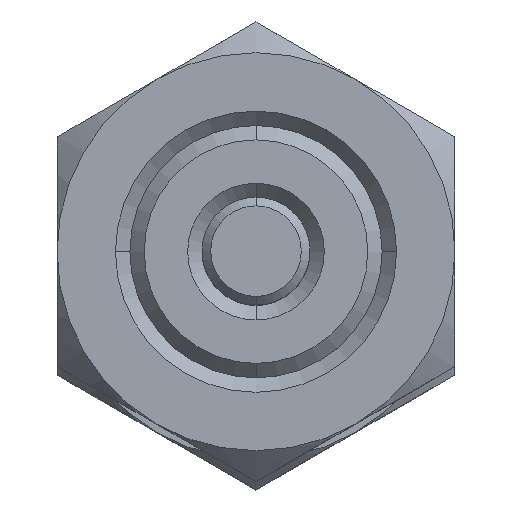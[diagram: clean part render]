
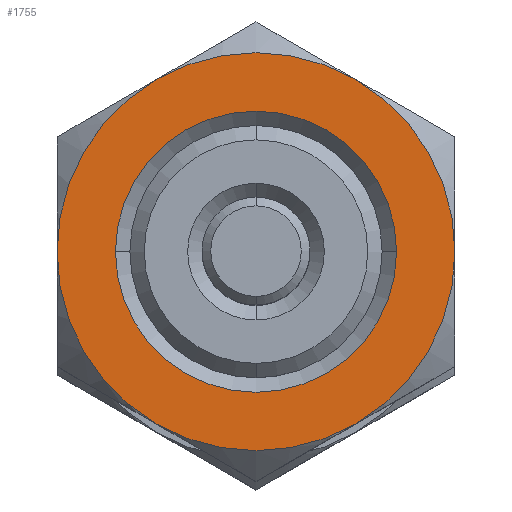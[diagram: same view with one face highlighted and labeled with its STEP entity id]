
A CAD part, top view. The second image highlights one B-rep face of the part: STEP entity #1755.
In plain terms, the highlighted planar face has unit normal (0, 0, 1).
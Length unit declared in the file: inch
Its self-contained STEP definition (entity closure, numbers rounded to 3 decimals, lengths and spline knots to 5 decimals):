
#40 = EDGE_CURVE ( 'NONE', #463, #1228, #1833, .T. ) ;
#82 = CIRCLE ( 'NONE', #3995, 0.345 ) ;
#84 = CARTESIAN_POINT ( 'NONE',  ( -0.24375, 0., 0.125 ) ) ;
#130 = CARTESIAN_POINT ( 'NONE',  ( 0., 0., 0.125 ) ) ;
#225 = CARTESIAN_POINT ( 'NONE',  ( 0.24375, 0., 0.125 ) ) ;
#230 = AXIS2_PLACEMENT_3D ( 'NONE', #2649, #1432, #3608 ) ;
#344 = EDGE_CURVE ( 'NONE', #1228, #463, #2596, .T. ) ;
#407 = CIRCLE ( 'NONE', #3058, 0.345 ) ;
#451 = DIRECTION ( 'NONE',  ( 1., 0., 0. ) ) ;
#463 = VERTEX_POINT ( 'NONE', #225 ) ;
#570 = ORIENTED_EDGE ( 'NONE', *, *, #1368, .T. ) ;
#602 = CARTESIAN_POINT ( 'NONE',  ( -0.345, 0., 0.125 ) ) ;
#611 = AXIS2_PLACEMENT_3D ( 'NONE', #1120, #3293, #1437 ) ;
#686 = CIRCLE ( 'NONE', #3973, 0.345 ) ;
#777 = VERTEX_POINT ( 'NONE', #3871 ) ;
#815 = DIRECTION ( 'NONE',  ( 0., 0., 1. ) ) ;
#885 = EDGE_CURVE ( 'NONE', #1846, #3932, #407, .T. ) ;
#950 = AXIS2_PLACEMENT_3D ( 'NONE', #3506, #1636, #3823 ) ;
#1086 = CARTESIAN_POINT ( 'NONE',  ( 0., 0., 0.125 ) ) ;
#1116 = DIRECTION ( 'NONE',  ( 0., 0., -1. ) ) ;
#1120 = CARTESIAN_POINT ( 'NONE',  ( 0., 0., 0.125 ) ) ;
#1175 = CARTESIAN_POINT ( 'NONE',  ( -0.1725, 0.29878, 0.125 ) ) ;
#1228 = VERTEX_POINT ( 'NONE', #84 ) ;
#1296 = DIRECTION ( 'NONE',  ( 0., 0., 1. ) ) ;
#1337 = CIRCLE ( 'NONE', #1446, 0.345 ) ;
#1368 = EDGE_CURVE ( 'NONE', #3213, #3545, #1337, .T. ) ;
#1408 = DIRECTION ( 'NONE',  ( 1., 0., 0. ) ) ;
#1432 = DIRECTION ( 'NONE',  ( 0., 0., 1. ) ) ;
#1437 = DIRECTION ( 'NONE',  ( 1., 0., 0. ) ) ;
#1446 = AXIS2_PLACEMENT_3D ( 'NONE', #130, #2323, #451 ) ;
#1609 = CARTESIAN_POINT ( 'NONE',  ( 0., 0., 0.125 ) ) ;
#1625 = CIRCLE ( 'NONE', #611, 0.345 ) ;
#1636 = DIRECTION ( 'NONE',  ( 0., 0., 1. ) ) ;
#1668 = CIRCLE ( 'NONE', #950, 0.345 ) ;
#1700 = CARTESIAN_POINT ( 'NONE',  ( 0.1725, 0.29878, 0.125 ) ) ;
#1755 = ADVANCED_FACE ( 'NONE', ( #2252, #3079 ), #3285, .T. ) ;
#1833 = CIRCLE ( 'NONE', #3284, 0.24375 ) ;
#1846 = VERTEX_POINT ( 'NONE', #1175 ) ;
#1923 = DIRECTION ( 'NONE',  ( 1., 0., 0. ) ) ;
#2017 = EDGE_CURVE ( 'NONE', #2857, #1846, #82, .T. ) ;
#2156 = ORIENTED_EDGE ( 'NONE', *, *, #2767, .T. ) ;
#2189 = ORIENTED_EDGE ( 'NONE', *, *, #344, .T. ) ;
#2252 = FACE_BOUND ( 'NONE', #2605, .T. ) ;
#2323 = DIRECTION ( 'NONE',  ( 0., 0., 1. ) ) ;
#2415 = ORIENTED_EDGE ( 'NONE', *, *, #2017, .T. ) ;
#2528 = CARTESIAN_POINT ( 'NONE',  ( 0.1725, -0.29878, 0.125 ) ) ;
#2596 = CIRCLE ( 'NONE', #3836, 0.24375 ) ;
#2605 = EDGE_LOOP ( 'NONE', ( #2829, #2189 ) ) ;
#2649 = CARTESIAN_POINT ( 'NONE',  ( -0.345, 0.19919, 0.125 ) ) ;
#2679 = CARTESIAN_POINT ( 'NONE',  ( 0., 0., 0.125 ) ) ;
#2767 = EDGE_CURVE ( 'NONE', #3932, #777, #686, .T. ) ;
#2829 = ORIENTED_EDGE ( 'NONE', *, *, #40, .T. ) ;
#2857 = VERTEX_POINT ( 'NONE', #1700 ) ;
#2980 = CARTESIAN_POINT ( 'NONE',  ( 0., 0., 0.125 ) ) ;
#3000 = DIRECTION ( 'NONE',  ( 1., 0., 0. ) ) ;
#3058 = AXIS2_PLACEMENT_3D ( 'NONE', #2679, #815, #3000 ) ;
#3079 = FACE_OUTER_BOUND ( 'NONE', #3612, .T. ) ;
#3151 = CARTESIAN_POINT ( 'NONE',  ( 0., 0., 0.125 ) ) ;
#3191 = CARTESIAN_POINT ( 'NONE',  ( 0.345, 0., 0.125 ) ) ;
#3213 = VERTEX_POINT ( 'NONE', #2528 ) ;
#3262 = ORIENTED_EDGE ( 'NONE', *, *, #3265, .T. ) ;
#3265 = EDGE_CURVE ( 'NONE', #3545, #2857, #1625, .T. ) ;
#3267 = DIRECTION ( 'NONE',  ( 0., 0., -1. ) ) ;
#3284 = AXIS2_PLACEMENT_3D ( 'NONE', #2980, #1116, #3287 ) ;
#3285 = PLANE ( 'NONE',  #230 ) ;
#3287 = DIRECTION ( 'NONE',  ( 1., 0., 0. ) ) ;
#3293 = DIRECTION ( 'NONE',  ( 0., 0., 1. ) ) ;
#3468 = DIRECTION ( 'NONE',  ( 1., 0., 0. ) ) ;
#3506 = CARTESIAN_POINT ( 'NONE',  ( 0., 0., 0.125 ) ) ;
#3532 = EDGE_CURVE ( 'NONE', #777, #3213, #1668, .T. ) ;
#3545 = VERTEX_POINT ( 'NONE', #3191 ) ;
#3608 = DIRECTION ( 'NONE',  ( 1., 0., 0. ) ) ;
#3612 = EDGE_LOOP ( 'NONE', ( #570, #3262, #2415, #3838, #2156, #3696 ) ) ;
#3696 = ORIENTED_EDGE ( 'NONE', *, *, #3532, .T. ) ;
#3793 = DIRECTION ( 'NONE',  ( 0., 0., 1. ) ) ;
#3823 = DIRECTION ( 'NONE',  ( 1., 0., 0. ) ) ;
#3836 = AXIS2_PLACEMENT_3D ( 'NONE', #1086, #3267, #1408 ) ;
#3838 = ORIENTED_EDGE ( 'NONE', *, *, #885, .T. ) ;
#3871 = CARTESIAN_POINT ( 'NONE',  ( -0.1725, -0.29878, 0.125 ) ) ;
#3932 = VERTEX_POINT ( 'NONE', #602 ) ;
#3973 = AXIS2_PLACEMENT_3D ( 'NONE', #3151, #1296, #3468 ) ;
#3995 = AXIS2_PLACEMENT_3D ( 'NONE', #1609, #3793, #1923 ) ;
